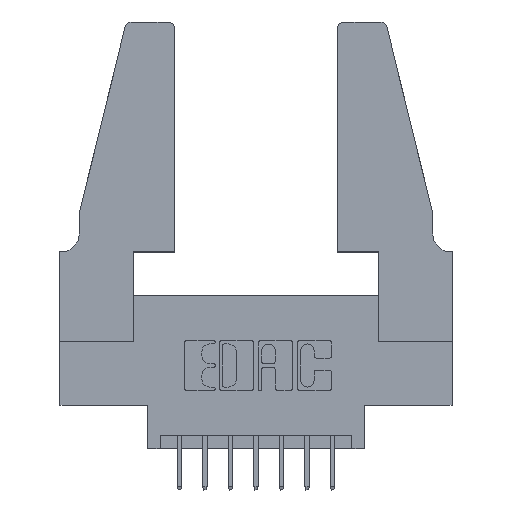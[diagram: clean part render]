
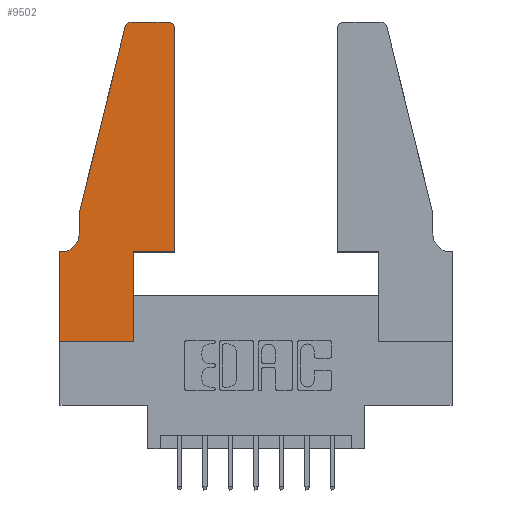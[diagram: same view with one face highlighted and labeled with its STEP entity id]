
A CAD part, top view. The second image highlights one B-rep face of the part: STEP entity #9502.
In plain terms, the highlighted planar face has unit normal (0, 0, 1).
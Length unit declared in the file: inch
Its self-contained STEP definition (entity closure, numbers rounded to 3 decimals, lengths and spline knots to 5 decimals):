
#95 = DIRECTION ( 'NONE',  ( -1., 0., 0. ) ) ;
#135 = VECTOR ( 'NONE', #95, 39.37008 ) ;
#148 = LINE ( 'NONE', #1754, #12459 ) ;
#298 = DIRECTION ( 'NONE',  ( 1., 0., 0. ) ) ;
#374 = DIRECTION ( 'NONE',  ( -0.239, -0.971, 0. ) ) ;
#422 = CARTESIAN_POINT ( 'NONE',  ( 0.4205, 1.22, 0.37 ) ) ;
#501 = VERTEX_POINT ( 'NONE', #11461 ) ;
#714 = VECTOR ( 'NONE', #5902, 39.37008 ) ;
#875 = CARTESIAN_POINT ( 'NONE',  ( 0.4505, 0.35, 0.37 ) ) ;
#978 = EDGE_CURVE ( 'NONE', #3886, #8633, #12364, .T. ) ;
#1095 = ORIENTED_EDGE ( 'NONE', *, *, #9338, .T. ) ;
#1180 = ORIENTED_EDGE ( 'NONE', *, *, #8100, .T. ) ;
#1229 = VECTOR ( 'NONE', #7420, 39.37008 ) ;
#1273 = VERTEX_POINT ( 'NONE', #11969 ) ;
#1289 = CARTESIAN_POINT ( 'NONE',  ( 0., 0.35, 0.37 ) ) ;
#1337 = CARTESIAN_POINT ( 'NONE',  ( 0., 0.35, 0.37 ) ) ;
#1734 = DIRECTION ( 'NONE',  ( 0., 1., 0. ) ) ;
#1754 = CARTESIAN_POINT ( 'NONE',  ( 0.0755, 0.5, 0.37 ) ) ;
#1764 = ORIENTED_EDGE ( 'NONE', *, *, #12088, .T. ) ;
#1809 = DIRECTION ( 'NONE',  ( 1., 0., 0. ) ) ;
#2263 = CARTESIAN_POINT ( 'NONE',  ( 0.4505, 0.35, 0.37 ) ) ;
#2749 = CARTESIAN_POINT ( 'NONE',  ( 0.4505, 1.22, 0.37 ) ) ;
#2804 = VERTEX_POINT ( 'NONE', #8357 ) ;
#2846 = VERTEX_POINT ( 'NONE', #2749 ) ;
#3709 = EDGE_CURVE ( 'NONE', #9959, #1273, #7616, .T. ) ;
#3847 = EDGE_CURVE ( 'NONE', #8633, #501, #148, .T. ) ;
#3886 = VERTEX_POINT ( 'NONE', #6226 ) ;
#4218 = DIRECTION ( 'NONE',  ( -1., 0., 0. ) ) ;
#4245 = DIRECTION ( 'NONE',  ( 0., 0., 1. ) ) ;
#4371 = ORIENTED_EDGE ( 'NONE', *, *, #12395, .T. ) ;
#4665 = AXIS2_PLACEMENT_3D ( 'NONE', #7262, #10158, #12111 ) ;
#5062 = CARTESIAN_POINT ( 'NONE',  ( 0.0055, 0.42, 0.37 ) ) ;
#5406 = ORIENTED_EDGE ( 'NONE', *, *, #3847, .T. ) ;
#5439 = AXIS2_PLACEMENT_3D ( 'NONE', #1289, #4245, #298 ) ;
#5472 = EDGE_LOOP ( 'NONE', ( #6909, #5834, #5406, #5989, #4371, #1180, #12356, #10296, #7005, #1095, #1764, #8747 ) ) ;
#5555 = VECTOR ( 'NONE', #12371, 39.37008 ) ;
#5562 = LINE ( 'NONE', #7872, #714 ) ;
#5702 = VECTOR ( 'NONE', #12331, 39.37008 ) ;
#5781 = VERTEX_POINT ( 'NONE', #8533 ) ;
#5806 = VECTOR ( 'NONE', #1734, 39.37008 ) ;
#5834 = ORIENTED_EDGE ( 'NONE', *, *, #978, .T. ) ;
#5902 = DIRECTION ( 'NONE',  ( 1., 0., 0. ) ) ;
#5989 = ORIENTED_EDGE ( 'NONE', *, *, #6356, .T. ) ;
#6226 = CARTESIAN_POINT ( 'NONE',  ( 0.284, 1.25, 0.37 ) ) ;
#6356 = EDGE_CURVE ( 'NONE', #501, #9257, #12243, .T. ) ;
#6761 = CARTESIAN_POINT ( 'NONE',  ( 0.0755, 0.35, 0.37 ) ) ;
#6873 = CIRCLE ( 'NONE', #11673, 0.07 ) ;
#6909 = ORIENTED_EDGE ( 'NONE', *, *, #10705, .T. ) ;
#6943 = CARTESIAN_POINT ( 'NONE',  ( 0.4205, 1.25, 0.37 ) ) ;
#7005 = ORIENTED_EDGE ( 'NONE', *, *, #10239, .T. ) ;
#7212 = DIRECTION ( 'NONE',  ( 0., 0., 1. ) ) ;
#7262 = CARTESIAN_POINT ( 'NONE',  ( 0.284, 1.22, 0.37 ) ) ;
#7420 = DIRECTION ( 'NONE',  ( 0., -1., 0. ) ) ;
#7530 = VERTEX_POINT ( 'NONE', #6943 ) ;
#7616 = LINE ( 'NONE', #7970, #1229 ) ;
#7684 = LINE ( 'NONE', #11030, #9226 ) ;
#7872 = CARTESIAN_POINT ( 'NONE',  ( 0.4505, 0.35, 0.37 ) ) ;
#7889 = LINE ( 'NONE', #10516, #9567 ) ;
#7920 = EDGE_CURVE ( 'NONE', #1273, #5781, #7889, .T. ) ;
#7970 = CARTESIAN_POINT ( 'NONE',  ( 0., 0., 0.37 ) ) ;
#8079 = DIRECTION ( 'NONE',  ( 1., 0., 0. ) ) ;
#8086 = DIRECTION ( 'NONE',  ( -1., 0., 0. ) ) ;
#8100 = EDGE_CURVE ( 'NONE', #9413, #9959, #9273, .T. ) ;
#8179 = FACE_OUTER_BOUND ( 'NONE', #5472, .T. ) ;
#8254 = EDGE_CURVE ( 'NONE', #2846, #7530, #12141, .T. ) ;
#8326 = LINE ( 'NONE', #12418, #5702 ) ;
#8357 = CARTESIAN_POINT ( 'NONE',  ( 0.2865, 0.35, 0.37 ) ) ;
#8528 = CARTESIAN_POINT ( 'NONE',  ( 0.0755, 0.5, 0.37 ) ) ;
#8533 = CARTESIAN_POINT ( 'NONE',  ( 0.2865, 0., 0.37 ) ) ;
#8633 = VERTEX_POINT ( 'NONE', #12562 ) ;
#8747 = ORIENTED_EDGE ( 'NONE', *, *, #8254, .T. ) ;
#8980 = CARTESIAN_POINT ( 'NONE',  ( 0.0055, 0.35, 0.37 ) ) ;
#9033 = AXIS2_PLACEMENT_3D ( 'NONE', #422, #7212, #8079 ) ;
#9041 = DIRECTION ( 'NONE',  ( 0., 0., -1. ) ) ;
#9226 = VECTOR ( 'NONE', #8086, 39.37008 ) ;
#9257 = VERTEX_POINT ( 'NONE', #9580 ) ;
#9273 = LINE ( 'NONE', #6761, #135 ) ;
#9338 = EDGE_CURVE ( 'NONE', #2804, #9727, #5562, .T. ) ;
#9413 = VERTEX_POINT ( 'NONE', #8980 ) ;
#9502 = ADVANCED_FACE ( 'NONE', ( #8179 ), #10944, .T. ) ;
#9567 = VECTOR ( 'NONE', #1809, 39.37008 ) ;
#9580 = CARTESIAN_POINT ( 'NONE',  ( 0.0755, 0.42, 0.37 ) ) ;
#9727 = VERTEX_POINT ( 'NONE', #2263 ) ;
#9959 = VERTEX_POINT ( 'NONE', #1337 ) ;
#10158 = DIRECTION ( 'NONE',  ( 0., 0., 1. ) ) ;
#10239 = EDGE_CURVE ( 'NONE', #5781, #2804, #8326, .T. ) ;
#10296 = ORIENTED_EDGE ( 'NONE', *, *, #7920, .T. ) ;
#10516 = CARTESIAN_POINT ( 'NONE',  ( 0., 0., 0.37 ) ) ;
#10705 = EDGE_CURVE ( 'NONE', #7530, #3886, #7684, .T. ) ;
#10944 = PLANE ( 'NONE',  #5439 ) ;
#11030 = CARTESIAN_POINT ( 'NONE',  ( 0.2605, 1.25, 0.37 ) ) ;
#11461 = CARTESIAN_POINT ( 'NONE',  ( 0.0755, 0.5, 0.37 ) ) ;
#11611 = LINE ( 'NONE', #875, #5806 ) ;
#11673 = AXIS2_PLACEMENT_3D ( 'NONE', #5062, #9041, #4218 ) ;
#11969 = CARTESIAN_POINT ( 'NONE',  ( 0., 0., 0.37 ) ) ;
#12088 = EDGE_CURVE ( 'NONE', #9727, #2846, #11611, .T. ) ;
#12111 = DIRECTION ( 'NONE',  ( 1., 0., 0. ) ) ;
#12141 = CIRCLE ( 'NONE', #9033, 0.03 ) ;
#12243 = LINE ( 'NONE', #8528, #5555 ) ;
#12331 = DIRECTION ( 'NONE',  ( 0., 1., 0. ) ) ;
#12356 = ORIENTED_EDGE ( 'NONE', *, *, #3709, .T. ) ;
#12364 = CIRCLE ( 'NONE', #4665, 0.03 ) ;
#12371 = DIRECTION ( 'NONE',  ( 0., -1., 0. ) ) ;
#12395 = EDGE_CURVE ( 'NONE', #9257, #9413, #6873, .T. ) ;
#12418 = CARTESIAN_POINT ( 'NONE',  ( 0.2865, 0.35, 0.37 ) ) ;
#12459 = VECTOR ( 'NONE', #374, 39.37008 ) ;
#12562 = CARTESIAN_POINT ( 'NONE',  ( 0.25487, 1.22718, 0.37 ) ) ;
